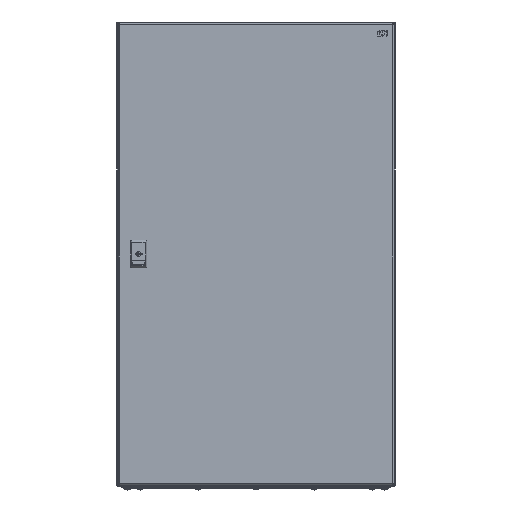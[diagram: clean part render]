
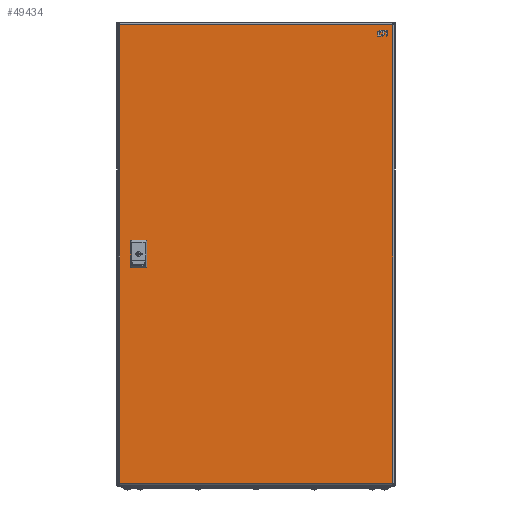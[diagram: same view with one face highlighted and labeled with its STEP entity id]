
A CAD part, front view. The second image highlights one B-rep face of the part: STEP entity #49434.
In plain terms, the highlighted face is planar.
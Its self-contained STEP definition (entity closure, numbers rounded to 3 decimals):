
#48821=DIRECTION('',(-1.,0.,0.));
#48822=VECTOR('',#48821,50.);
#48823=CARTESIAN_POINT('',(25.,-265.5,0.));
#48824=LINE('',#48823,#48822);
#48828=DIRECTION('',(0.,1.,0.));
#48829=VECTOR('',#48828,25.);
#48830=CARTESIAN_POINT('',(-25.,-265.5,0.));
#48831=LINE('',#48830,#48829);
#48835=DIRECTION('',(1.,0.,0.));
#48836=VECTOR('',#48835,50.);
#48837=CARTESIAN_POINT('',(-25.,-240.5,0.));
#48838=LINE('',#48837,#48836);
#48842=DIRECTION('',(0.,-1.,0.));
#48843=VECTOR('',#48842,25.);
#48844=CARTESIAN_POINT('',(25.,-240.5,0.));
#48845=LINE('',#48844,#48843);
#48856=DIRECTION('',(1.,0.,0.));
#48857=VECTOR('',#48856,989.);
#48858=CARTESIAN_POINT('',(-494.5,294.2,0.));
#48859=LINE('',#48858,#48857);
#48968=DIRECTION('',(0.,-1.,0.));
#48969=VECTOR('',#48968,588.4);
#48970=CARTESIAN_POINT('',(494.5,294.2,0.));
#48971=LINE('',#48970,#48969);
#49006=DIRECTION('',(-1.,0.,0.));
#49007=VECTOR('',#49006,989.);
#49008=CARTESIAN_POINT('',(494.5,-294.2,0.));
#49009=LINE('',#49008,#49007);
#49051=DIRECTION('',(0.,1.,0.));
#49052=VECTOR('',#49051,588.4);
#49053=CARTESIAN_POINT('',(-494.5,-294.2,0.));
#49054=LINE('',#49053,#49052);
#49329=CARTESIAN_POINT('',(-494.5,294.2,0.));
#49330=CARTESIAN_POINT('',(494.5,294.2,0.));
#49331=VERTEX_POINT('',#49329);
#49332=VERTEX_POINT('',#49330);
#49333=CARTESIAN_POINT('',(-494.5,-294.2,0.));
#49334=VERTEX_POINT('',#49333);
#49335=CARTESIAN_POINT('',(494.5,-294.2,0.));
#49336=VERTEX_POINT('',#49335);
#49337=CARTESIAN_POINT('',(25.,-265.5,0.));
#49338=CARTESIAN_POINT('',(-25.,-265.5,0.));
#49339=VERTEX_POINT('',#49337);
#49340=VERTEX_POINT('',#49338);
#49341=CARTESIAN_POINT('',(-25.,-240.5,0.));
#49342=VERTEX_POINT('',#49341);
#49343=CARTESIAN_POINT('',(25.,-240.5,0.));
#49344=VERTEX_POINT('',#49343);
#49409=CARTESIAN_POINT('',(0.,0.,0.));
#49410=DIRECTION('',(0.,0.,-1.));
#49411=DIRECTION('',(-1.,0.,0.));
#49412=AXIS2_PLACEMENT_3D('',#49409,#49410,#49411);
#49413=PLANE('',#49412);
#49415=ORIENTED_EDGE('',*,*,#49414,.F.);
#49417=ORIENTED_EDGE('',*,*,#49416,.F.);
#49419=ORIENTED_EDGE('',*,*,#49418,.F.);
#49421=ORIENTED_EDGE('',*,*,#49420,.F.);
#49422=EDGE_LOOP('',(#49415,#49417,#49419,#49421));
#49423=FACE_OUTER_BOUND('',#49422,.F.);
#49425=ORIENTED_EDGE('',*,*,#49424,.T.);
#49427=ORIENTED_EDGE('',*,*,#49426,.T.);
#49429=ORIENTED_EDGE('',*,*,#49428,.T.);
#49431=ORIENTED_EDGE('',*,*,#49430,.T.);
#49432=EDGE_LOOP('',(#49425,#49427,#49429,#49431));
#49433=FACE_BOUND('',#49432,.F.);
#49414=EDGE_CURVE('',#49331,#49332,#48859,.T.);
#49416=EDGE_CURVE('',#49334,#49331,#49054,.T.);
#49418=EDGE_CURVE('',#49336,#49334,#49009,.T.);
#49420=EDGE_CURVE('',#49332,#49336,#48971,.T.);
#49424=EDGE_CURVE('',#49339,#49340,#48824,.T.);
#49426=EDGE_CURVE('',#49340,#49342,#48831,.T.);
#49428=EDGE_CURVE('',#49342,#49344,#48838,.T.);
#49430=EDGE_CURVE('',#49344,#49339,#48845,.T.);
#49434=ADVANCED_FACE('',(#49423,#49433),#49413,.T.);
